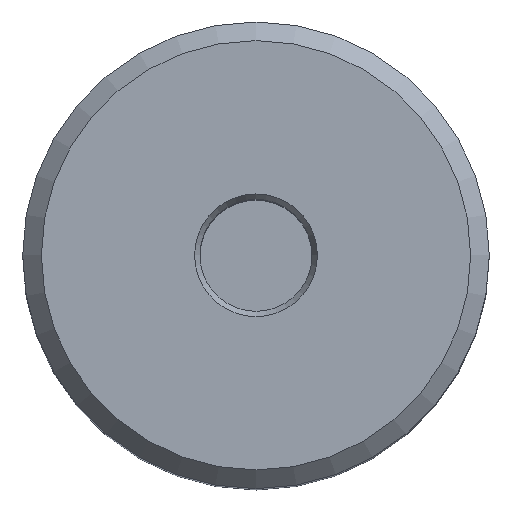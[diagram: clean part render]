
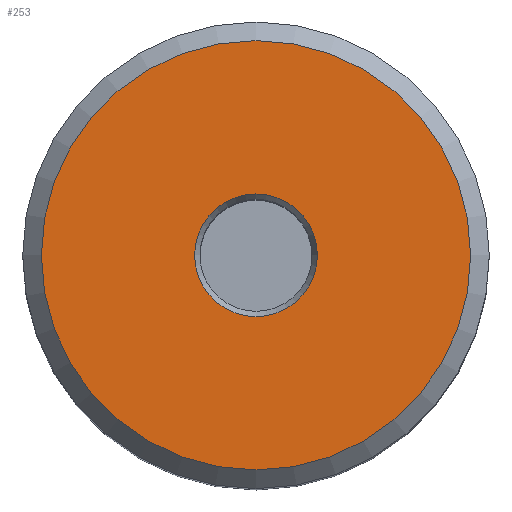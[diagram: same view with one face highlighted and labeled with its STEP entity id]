
A CAD part, top view. The second image highlights one B-rep face of the part: STEP entity #253.
In plain terms, the highlighted planar face has unit normal (0, 0, 1).
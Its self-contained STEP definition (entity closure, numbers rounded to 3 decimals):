
#67=PLANE('',#859);
#253=ADVANCED_FACE('',(#286,#287),#67,.T.);
#286=FACE_BOUND('',#352,.T.);
#287=FACE_BOUND('',#353,.T.);
#352=EDGE_LOOP('',(#562));
#353=EDGE_LOOP('',(#563));
#562=ORIENTED_EDGE('',*,*,#744,.T.);
#563=ORIENTED_EDGE('',*,*,#746,.T.);
#639=VERTEX_POINT('',#1888);
#641=VERTEX_POINT('',#1894);
#744=EDGE_CURVE('',#639,#639,#780,.T.);
#746=EDGE_CURVE('',#641,#641,#781,.T.);
#780=CIRCLE('',#854,3.289);
#781=CIRCLE('',#858,11.5);
#854=AXIS2_PLACEMENT_3D('',#1887,#1027,#1028);
#858=AXIS2_PLACEMENT_3D('',#1893,#1035,#1036);
#859=AXIS2_PLACEMENT_3D('',#1895,#1037,#1038);
#1027=DIRECTION('',(0.,0.,-1.));
#1028=DIRECTION('',(1.,0.,0.));
#1035=DIRECTION('',(0.,0.,1.));
#1036=DIRECTION('',(1.,0.,0.));
#1037=DIRECTION('',(0.,0.,1.));
#1038=DIRECTION('',(-1.,0.,0.));
#1887=CARTESIAN_POINT('',(0.,0.,42.));
#1888=CARTESIAN_POINT('',(3.289,0.,42.));
#1893=CARTESIAN_POINT('',(0.,0.,42.));
#1894=CARTESIAN_POINT('',(11.5,0.,42.));
#1895=CARTESIAN_POINT('',(0.,12.5,42.));
